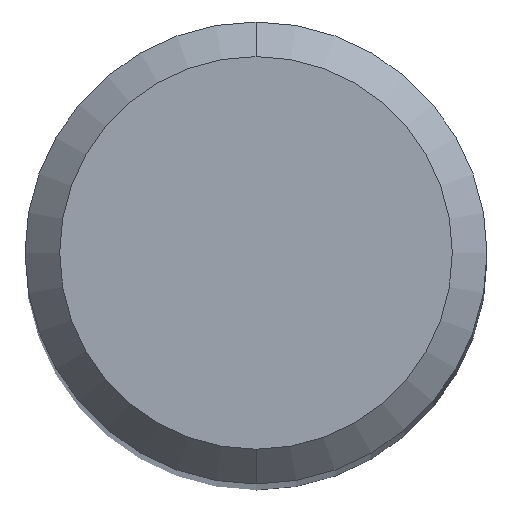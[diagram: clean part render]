
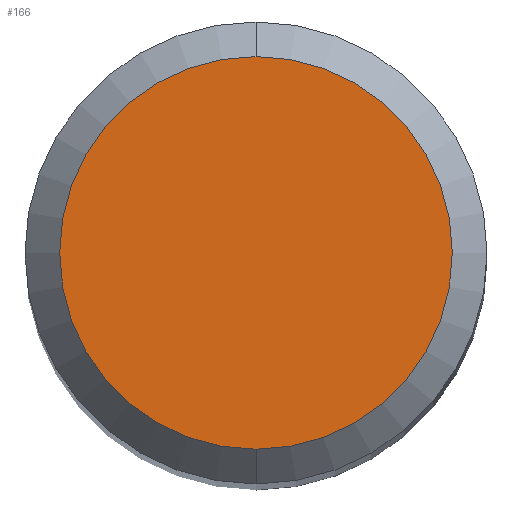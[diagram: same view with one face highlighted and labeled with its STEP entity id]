
A CAD part, top view. The second image highlights one B-rep face of the part: STEP entity #166.
In plain terms, the highlighted planar face has unit normal (0, 0, 1).
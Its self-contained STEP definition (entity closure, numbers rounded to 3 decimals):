
#136=VERTEX_POINT('',#307);
#156=VERTEX_POINT('',#330);
#166=ADVANCED_FACE('',(#340),#341,.T.);
#226=EDGE_CURVE('',#136,#156,#407,.T.);
#236=EDGE_CURVE('',#156,#136,#417,.T.);
#307=CARTESIAN_POINT('',(0.,-1.7,0.));
#330=CARTESIAN_POINT('',(0.0,1.7,0.));
#340=FACE_OUTER_BOUND('',#536,.T.);
#341=PLANE('',#537);
#407=CIRCLE('',#618,1.7);
#417=CIRCLE('',#632,1.7);
#536=EDGE_LOOP('',(#758,#759));
#537=AXIS2_PLACEMENT_3D('',#760,#761,#762);
#618=AXIS2_PLACEMENT_3D('',#829,#830,#831);
#632=AXIS2_PLACEMENT_3D('',#841,#842,#843);
#758=ORIENTED_EDGE('',*,*,#236,.F.);
#759=ORIENTED_EDGE('',*,*,#226,.F.);
#760=CARTESIAN_POINT('',(0.0,0.85,0.));
#761=DIRECTION('',(-0.0,0.0,1.0));
#762=DIRECTION('',(0.0,-1.0,0.0));
#829=CARTESIAN_POINT('',(0.0,0.0,0.));
#830=DIRECTION('',(0.0,0.0,-1.0));
#831=DIRECTION('',(0.0,1.0,0.0));
#841=CARTESIAN_POINT('',(0.0,0.0,0.));
#842=DIRECTION('',(0.0,0.0,-1.0));
#843=DIRECTION('',(0.0,1.0,0.0));
